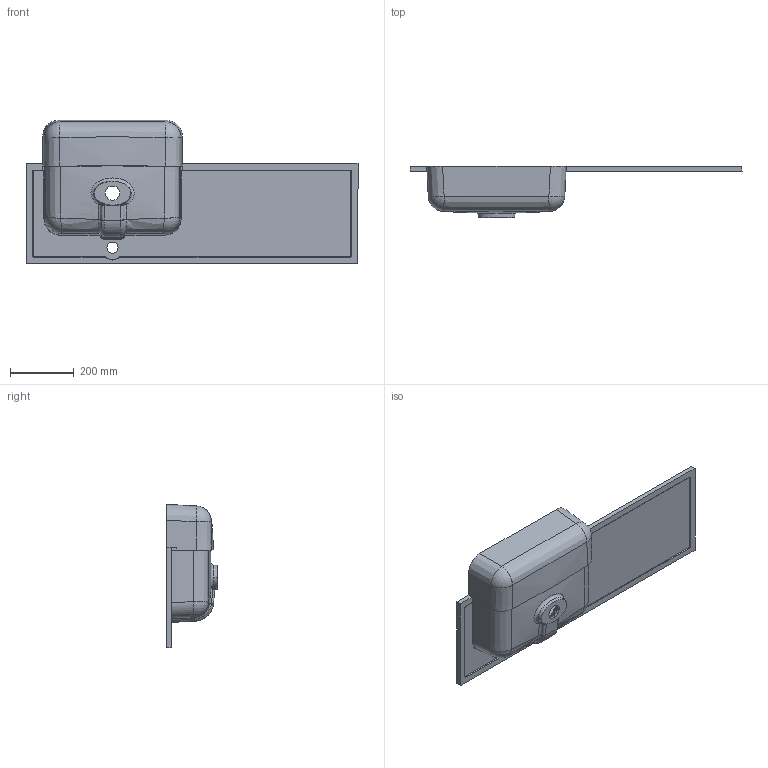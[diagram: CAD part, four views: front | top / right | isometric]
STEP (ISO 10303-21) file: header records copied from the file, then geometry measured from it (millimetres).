
FILE_DESCRIPTION (( 'STEP AP214' ), '1' );
FILE_NAME ('Fontana L.STEP', '2021-01-12T08:29:37', ( '' ), ( '' ), 'SwSTEP 2.0', 'SolidWorks 2020', '' );
FILE_SCHEMA (( 'AUTOMOTIVE_DESIGN' ));
Length unit declared in the file: millimetre
Products named in the file (1): Fontana L
Bounding box: 1044.05 x 160 x 450.52 mm (x, y, z)
Volume: 7205025.4 mm3; surface area: 1137708.3 mm2
Topology: 1 solids, 1 shells, 186 faces, 451 edges, 269 vertices
Faces by surface type: bspline 72, cylinder 49, plane 44, sphere 16, cone 4, torus 1
Entity records: 12640 total; most frequent: CARTESIAN_POINT 8850, ORIENTED_EDGE 902, DIRECTION 638, EDGE_CURVE 451, VERTEX_POINT 269, AXIS2_PLACEMENT_3D 242, EDGE_LOOP 194, FACE_OUTER_BOUND 186
